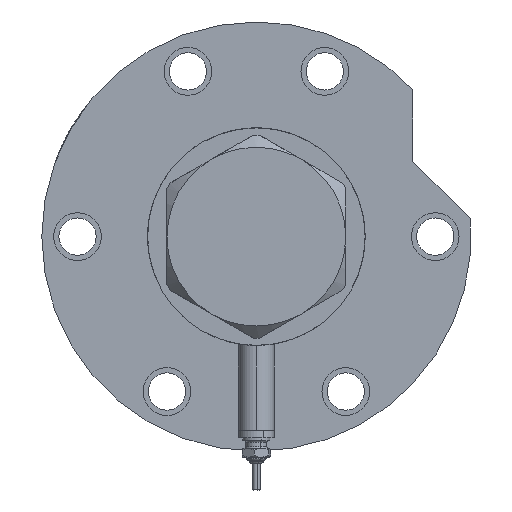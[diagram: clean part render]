
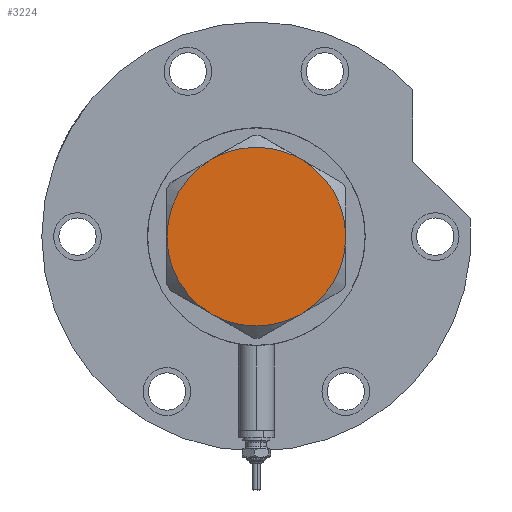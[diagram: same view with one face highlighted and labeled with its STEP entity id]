
A CAD part, left-side view. The second image highlights one B-rep face of the part: STEP entity #3224.
In plain terms, the highlighted face is planar.
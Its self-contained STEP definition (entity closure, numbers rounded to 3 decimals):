
#256 = VERTEX_POINT ( 'NONE', #1574 ) ;
#346 = CARTESIAN_POINT ( 'NONE',  ( -15., -25.981, 14.5 ) ) ;
#364 = EDGE_CURVE ( 'NONE', #256, #7564, #5136, .T. ) ;
#392 = AXIS2_PLACEMENT_3D ( 'NONE', #4080, #2299, #4623 ) ;
#556 = DIRECTION ( 'NONE',  ( 0., 0., 1. ) ) ;
#1118 = EDGE_CURVE ( 'NONE', #5056, #1667, #3549, .T. ) ;
#1311 = EDGE_CURVE ( 'NONE', #1667, #3396, #4182, .T. ) ;
#1483 = EDGE_LOOP ( 'NONE', ( #6343, #5654, #2663, #3141, #3207, #1698 ) ) ;
#1531 = DIRECTION ( 'NONE',  ( 0., 0., 1. ) ) ;
#1574 = CARTESIAN_POINT ( 'NONE',  ( 30., 0., 14.5 ) ) ;
#1608 = CIRCLE ( 'NONE', #392, 30. ) ;
#1653 = PLANE ( 'NONE',  #3153 ) ;
#1661 = DIRECTION ( 'NONE',  ( 0., 0., 1. ) ) ;
#1667 = VERTEX_POINT ( 'NONE', #5497 ) ;
#1698 = ORIENTED_EDGE ( 'NONE', *, *, #3517, .T. ) ;
#1746 = AXIS2_PLACEMENT_3D ( 'NONE', #6473, #3025, #4789 ) ;
#1849 = AXIS2_PLACEMENT_3D ( 'NONE', #7546, #1879, #5279 ) ;
#1879 = DIRECTION ( 'NONE',  ( 0., 0., 1. ) ) ;
#2207 = CARTESIAN_POINT ( 'NONE',  ( 0., 0., 14.5 ) ) ;
#2299 = DIRECTION ( 'NONE',  ( 0., 0., 1. ) ) ;
#2663 = ORIENTED_EDGE ( 'NONE', *, *, #7318, .T. ) ;
#3025 = DIRECTION ( 'NONE',  ( 0., 0., 1. ) ) ;
#3128 = VERTEX_POINT ( 'NONE', #5002 ) ;
#3141 = ORIENTED_EDGE ( 'NONE', *, *, #1118, .T. ) ;
#3153 = AXIS2_PLACEMENT_3D ( 'NONE', #6307, #556, #5280 ) ;
#3207 = ORIENTED_EDGE ( 'NONE', *, *, #1311, .T. ) ;
#3224 = ADVANCED_FACE ( 'NONE', ( #5849 ), #1653, .T. ) ;
#3293 = CARTESIAN_POINT ( 'NONE',  ( 0., 0., 14.5 ) ) ;
#3396 = VERTEX_POINT ( 'NONE', #346 ) ;
#3516 = AXIS2_PLACEMENT_3D ( 'NONE', #2207, #6381, #4536 ) ;
#3517 = EDGE_CURVE ( 'NONE', #3396, #3128, #4377, .T. ) ;
#3546 = AXIS2_PLACEMENT_3D ( 'NONE', #3293, #1531, #5646 ) ;
#3549 = CIRCLE ( 'NONE', #4411, 30. ) ;
#3974 = DIRECTION ( 'NONE',  ( 1., 0., 0. ) ) ;
#4080 = CARTESIAN_POINT ( 'NONE',  ( 0., 0., 14.5 ) ) ;
#4182 = CIRCLE ( 'NONE', #1746, 30. ) ;
#4377 = CIRCLE ( 'NONE', #3516, 30. ) ;
#4411 = AXIS2_PLACEMENT_3D ( 'NONE', #7441, #1661, #3974 ) ;
#4414 = CARTESIAN_POINT ( 'NONE',  ( -15., 25.981, 14.5 ) ) ;
#4536 = DIRECTION ( 'NONE',  ( 1., 0., 0. ) ) ;
#4623 = DIRECTION ( 'NONE',  ( 1., 0., 0. ) ) ;
#4789 = DIRECTION ( 'NONE',  ( 1., 0., 0. ) ) ;
#5002 = CARTESIAN_POINT ( 'NONE',  ( 15., -25.981, 14.5 ) ) ;
#5056 = VERTEX_POINT ( 'NONE', #4414 ) ;
#5136 = CIRCLE ( 'NONE', #1849, 30. ) ;
#5279 = DIRECTION ( 'NONE',  ( 1., 0., 0. ) ) ;
#5280 = DIRECTION ( 'NONE',  ( 1., 0., 0. ) ) ;
#5413 = CARTESIAN_POINT ( 'NONE',  ( 15., 25.981, 14.5 ) ) ;
#5497 = CARTESIAN_POINT ( 'NONE',  ( -30., 0., 14.5 ) ) ;
#5646 = DIRECTION ( 'NONE',  ( 1., 0., 0. ) ) ;
#5654 = ORIENTED_EDGE ( 'NONE', *, *, #364, .T. ) ;
#5849 = FACE_OUTER_BOUND ( 'NONE', #1483, .T. ) ;
#6307 = CARTESIAN_POINT ( 'NONE',  ( 0., 0., 14.5 ) ) ;
#6343 = ORIENTED_EDGE ( 'NONE', *, *, #6997, .T. ) ;
#6381 = DIRECTION ( 'NONE',  ( 0., 0., 1. ) ) ;
#6473 = CARTESIAN_POINT ( 'NONE',  ( 0., 0., 14.5 ) ) ;
#6997 = EDGE_CURVE ( 'NONE', #3128, #256, #1608, .T. ) ;
#7118 = CIRCLE ( 'NONE', #3546, 30. ) ;
#7318 = EDGE_CURVE ( 'NONE', #7564, #5056, #7118, .T. ) ;
#7441 = CARTESIAN_POINT ( 'NONE',  ( 0., 0., 14.5 ) ) ;
#7546 = CARTESIAN_POINT ( 'NONE',  ( 0., 0., 14.5 ) ) ;
#7564 = VERTEX_POINT ( 'NONE', #5413 ) ;
